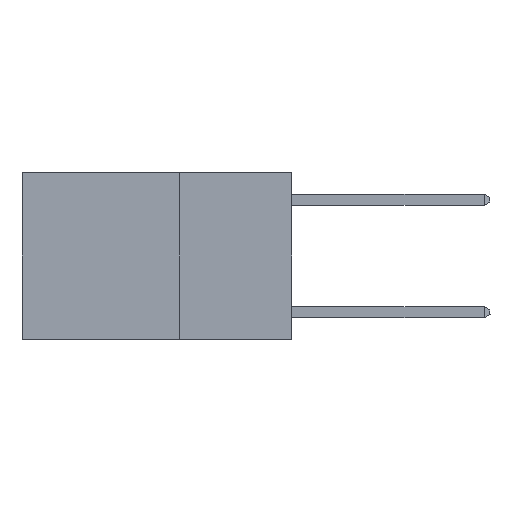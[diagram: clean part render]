
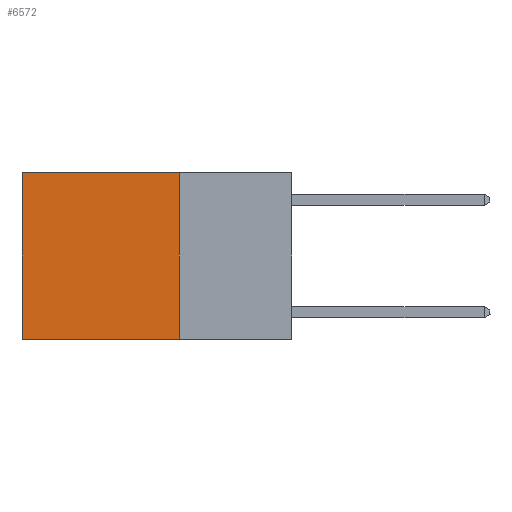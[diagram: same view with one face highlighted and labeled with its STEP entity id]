
A CAD part, left-side view. The second image highlights one B-rep face of the part: STEP entity #6572.
In plain terms, the highlighted planar face has unit normal (-1, 0, 0).
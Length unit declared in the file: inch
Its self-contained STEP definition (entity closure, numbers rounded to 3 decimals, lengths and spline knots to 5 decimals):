
#33 = VERTEX_POINT ( 'NONE', #10817 ) ;
#391 = VECTOR ( 'NONE', #5487, 39.37008 ) ;
#550 = DIRECTION ( 'NONE',  ( 0., 0., -1. ) ) ;
#593 = VERTEX_POINT ( 'NONE', #12200 ) ;
#1043 = EDGE_CURVE ( 'NONE', #593, #1606, #10442, .T. ) ;
#1587 = VECTOR ( 'NONE', #10662, 39.37008 ) ;
#1606 = VERTEX_POINT ( 'NONE', #8519 ) ;
#2004 = VECTOR ( 'NONE', #7237, 39.37008 ) ;
#2107 = EDGE_CURVE ( 'NONE', #33, #1606, #11882, .T. ) ;
#2324 = CARTESIAN_POINT ( 'NONE',  ( 0.2625, 0.6, 0. ) ) ;
#2702 = ORIENTED_EDGE ( 'NONE', *, *, #4119, .T. ) ;
#3268 = VERTEX_POINT ( 'NONE', #11949 ) ;
#3480 = ORIENTED_EDGE ( 'NONE', *, *, #2107, .F. ) ;
#4119 = EDGE_CURVE ( 'NONE', #3268, #593, #5506, .T. ) ;
#4208 = DIRECTION ( 'NONE',  ( 1., 0., 0. ) ) ;
#4775 = AXIS2_PLACEMENT_3D ( 'NONE', #9086, #4208, #10975 ) ;
#5487 = DIRECTION ( 'NONE',  ( 0., 1., 0. ) ) ;
#5506 = LINE ( 'NONE', #12212, #391 ) ;
#6572 = ADVANCED_FACE ( 'NONE', ( #12263 ), #8065, .F. ) ;
#6625 = EDGE_CURVE ( 'NONE', #3268, #33, #11690, .T. ) ;
#7237 = DIRECTION ( 'NONE',  ( 0., 0., -1. ) ) ;
#7475 = ORIENTED_EDGE ( 'NONE', *, *, #6625, .F. ) ;
#8065 = PLANE ( 'NONE',  #4775 ) ;
#8230 = VECTOR ( 'NONE', #550, 39.37008 ) ;
#8519 = CARTESIAN_POINT ( 'NONE',  ( 0.2625, 0.6, -0.37 ) ) ;
#8858 = ORIENTED_EDGE ( 'NONE', *, *, #1043, .T. ) ;
#9086 = CARTESIAN_POINT ( 'NONE',  ( 0.2625, 0.25, 0. ) ) ;
#9400 = EDGE_LOOP ( 'NONE', ( #8858, #3480, #7475, #2702 ) ) ;
#10442 = LINE ( 'NONE', #2324, #8230 ) ;
#10662 = DIRECTION ( 'NONE',  ( 0., 1., 0. ) ) ;
#10776 = CARTESIAN_POINT ( 'NONE',  ( 0.2625, 0.25, -0.37 ) ) ;
#10817 = CARTESIAN_POINT ( 'NONE',  ( 0.2625, 0.25, -0.37 ) ) ;
#10975 = DIRECTION ( 'NONE',  ( 0., 0., -1. ) ) ;
#11690 = LINE ( 'NONE', #11974, #2004 ) ;
#11882 = LINE ( 'NONE', #10776, #1587 ) ;
#11949 = CARTESIAN_POINT ( 'NONE',  ( 0.2625, 0.25, 0. ) ) ;
#11974 = CARTESIAN_POINT ( 'NONE',  ( 0.2625, 0.25, 0. ) ) ;
#12200 = CARTESIAN_POINT ( 'NONE',  ( 0.2625, 0.6, 0. ) ) ;
#12212 = CARTESIAN_POINT ( 'NONE',  ( 0.2625, 0.25, 0. ) ) ;
#12263 = FACE_OUTER_BOUND ( 'NONE', #9400, .T. ) ;
